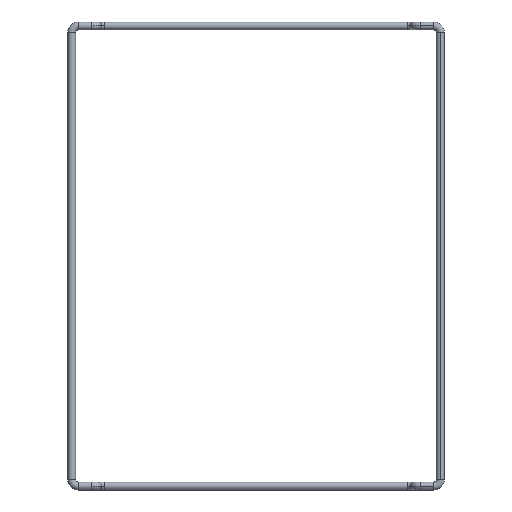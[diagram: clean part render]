
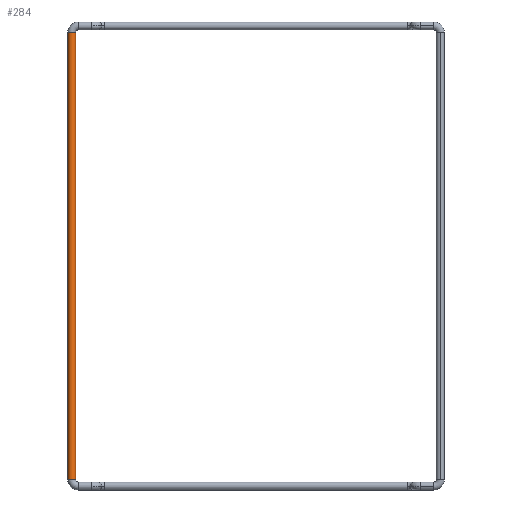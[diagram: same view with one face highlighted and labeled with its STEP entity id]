
A CAD part, front view. The second image highlights one B-rep face of the part: STEP entity #284.
In plain terms, the highlighted cylindrical face has radius 3 mm (diameter 6 mm), a partial arc.
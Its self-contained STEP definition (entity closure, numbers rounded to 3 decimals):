
#56 = CARTESIAN_POINT ( 'NONE',  ( 3., 0., 347. ) ) ;
#99 = CARTESIAN_POINT ( 'NONE',  ( -3., 0., 5. ) ) ;
#122 = EDGE_CURVE ( 'NONE', #969, #1017, #1225, .T. ) ;
#145 = CYLINDRICAL_SURFACE ( 'NONE', #1139, 3. ) ;
#275 = FACE_OUTER_BOUND ( 'NONE', #355, .T. ) ;
#284 = ADVANCED_FACE ( 'NONE', ( #275 ), #145, .T. ) ;
#330 = DIRECTION ( 'NONE',  ( 0., 0., 1. ) ) ;
#331 = ORIENTED_EDGE ( 'NONE', *, *, #637, .T. ) ;
#341 = AXIS2_PLACEMENT_3D ( 'NONE', #497, #723, #374 ) ;
#343 = VERTEX_POINT ( 'NONE', #1167 ) ;
#355 = EDGE_LOOP ( 'NONE', ( #1266, #331, #1140, #1261 ) ) ;
#368 = CIRCLE ( 'NONE', #341, 3. ) ;
#374 = DIRECTION ( 'NONE',  ( 1., 0., 0. ) ) ;
#389 = CARTESIAN_POINT ( 'NONE',  ( 0., 0., 347. ) ) ;
#397 = EDGE_CURVE ( 'NONE', #1017, #919, #1178, .T. ) ;
#497 = CARTESIAN_POINT ( 'NONE',  ( 0., 0., 5. ) ) ;
#555 = AXIS2_PLACEMENT_3D ( 'NONE', #389, #644, #1183 ) ;
#565 = EDGE_CURVE ( 'NONE', #343, #919, #586, .T. ) ;
#586 = LINE ( 'NONE', #1587, #1427 ) ;
#591 = CARTESIAN_POINT ( 'NONE',  ( -3., 0., 347. ) ) ;
#637 = EDGE_CURVE ( 'NONE', #969, #343, #368, .T. ) ;
#644 = DIRECTION ( 'NONE',  ( 0., 0., 1. ) ) ;
#695 = CARTESIAN_POINT ( 'NONE',  ( -3., 0., 5. ) ) ;
#723 = DIRECTION ( 'NONE',  ( 0., 0., 1. ) ) ;
#768 = VECTOR ( 'NONE', #330, 1000. ) ;
#803 = CARTESIAN_POINT ( 'NONE',  ( 0., 0., 5. ) ) ;
#810 = DIRECTION ( 'NONE',  ( 0., 0., 1. ) ) ;
#919 = VERTEX_POINT ( 'NONE', #56 ) ;
#969 = VERTEX_POINT ( 'NONE', #99 ) ;
#1017 = VERTEX_POINT ( 'NONE', #591 ) ;
#1050 = DIRECTION ( 'NONE',  ( 0., 0., 1. ) ) ;
#1057 = DIRECTION ( 'NONE',  ( 1., 0., 0. ) ) ;
#1139 = AXIS2_PLACEMENT_3D ( 'NONE', #803, #1050, #1057 ) ;
#1140 = ORIENTED_EDGE ( 'NONE', *, *, #565, .T. ) ;
#1167 = CARTESIAN_POINT ( 'NONE',  ( 3., 0., 5. ) ) ;
#1178 = CIRCLE ( 'NONE', #555, 3. ) ;
#1183 = DIRECTION ( 'NONE',  ( 1., 0., 0. ) ) ;
#1225 = LINE ( 'NONE', #695, #768 ) ;
#1261 = ORIENTED_EDGE ( 'NONE', *, *, #397, .F. ) ;
#1266 = ORIENTED_EDGE ( 'NONE', *, *, #122, .F. ) ;
#1427 = VECTOR ( 'NONE', #810, 1000. ) ;
#1587 = CARTESIAN_POINT ( 'NONE',  ( 3., 0., 5. ) ) ;
